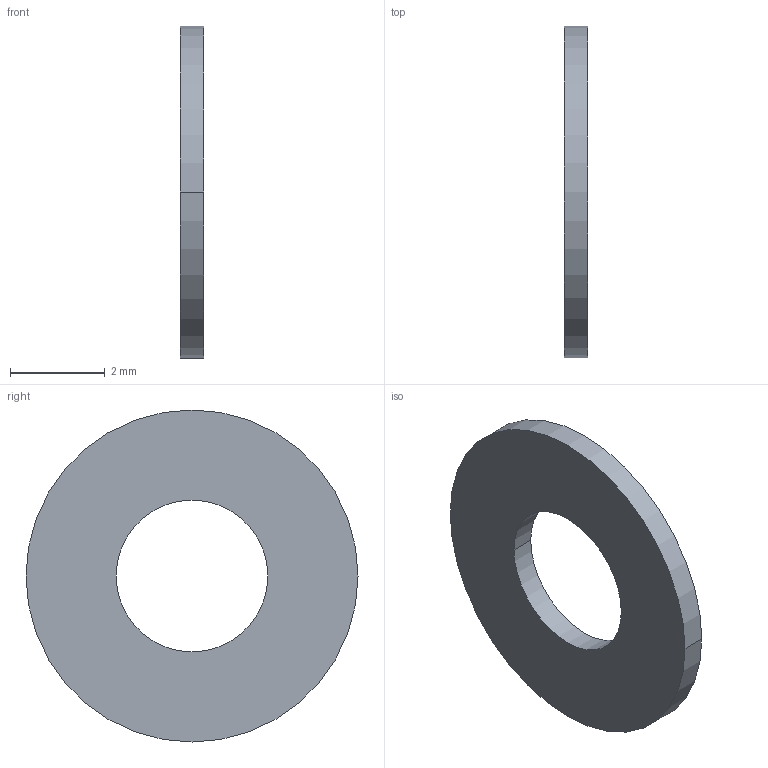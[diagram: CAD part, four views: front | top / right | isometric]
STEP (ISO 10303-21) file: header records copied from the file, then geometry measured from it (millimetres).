
FILE_DESCRIPTION((''),'2;1');
FILE_NAME('ISO_7089_-_3_-_140_HV_1_','2023-02-15T17:17:44',('matteo.grassi'),(''),'CREO PARAMETRIC BY PTC INC, 2018020','CREO PARAMETRIC BY PTC INC, 2018020','');
FILE_SCHEMA(('AUTOMOTIVE_DESIGN { 1 0 10303 214 1 1 1 1 }'));
Length unit declared in the file: millimetre
Products named in the file (1): ISO_7089_-_3_-_140_HV_1_
Bounding box: 0.5 x 7 x 7 mm (x, y, z)
Volume: 15.2 mm3; surface area: 76.9 mm2
Topology: 1 solids, 1 shells, 6 faces, 12 edges, 8 vertices
Faces by surface type: cylinder 4, plane 2
Entity records: 373 total; most frequent: COLOUR_RGB 106, DIRECTION 34, CARTESIAN_POINT 29, ORIENTED_EDGE 24, AXIS2_PLACEMENT_3D 15, PRESENTATION_STYLE_ASSIGNMENT 13, STYLED_ITEM 13, CURVE_STYLE 12
